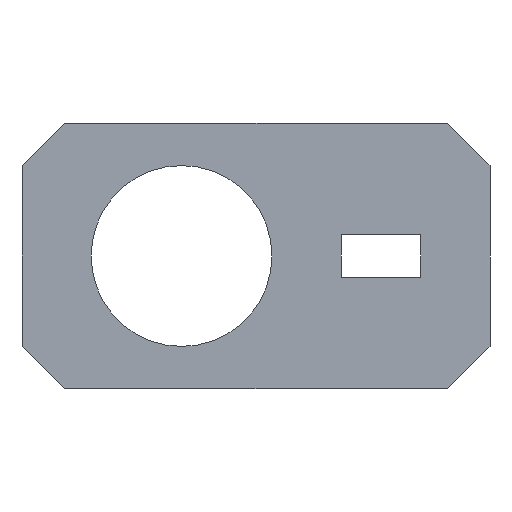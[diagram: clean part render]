
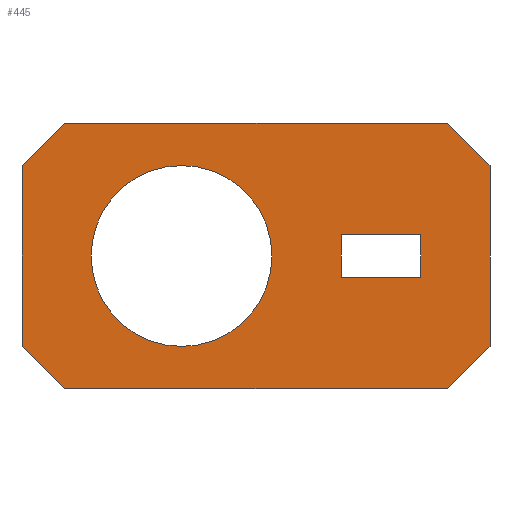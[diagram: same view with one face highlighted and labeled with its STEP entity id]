
A CAD part, front view. The second image highlights one B-rep face of the part: STEP entity #445.
In plain terms, the highlighted planar face has unit normal (0, -1, 0).
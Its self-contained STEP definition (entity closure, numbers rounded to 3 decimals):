
#6 = ORIENTED_EDGE ( 'NONE', *, *, #476, .T. ) ;
#10 = VERTEX_POINT ( 'NONE', #566 ) ;
#13 = VECTOR ( 'NONE', #417, 1000. ) ;
#14 = ORIENTED_EDGE ( 'NONE', *, *, #286, .T. ) ;
#24 = LINE ( 'NONE', #423, #183 ) ;
#30 = DIRECTION ( 'NONE',  ( -1., 0., 0. ) ) ;
#36 = DIRECTION ( 'NONE',  ( 0., 0., 1. ) ) ;
#49 = DIRECTION ( 'NONE',  ( 0., 1., 0. ) ) ;
#54 = ORIENTED_EDGE ( 'NONE', *, *, #89, .T. ) ;
#55 = DIRECTION ( 'NONE',  ( 0., 0., 1. ) ) ;
#56 = DIRECTION ( 'NONE',  ( 0., 0., 1. ) ) ;
#58 = ORIENTED_EDGE ( 'NONE', *, *, #204, .T. ) ;
#60 = DIRECTION ( 'NONE',  ( 1., 0., 0. ) ) ;
#64 = CARTESIAN_POINT ( 'NONE',  ( 44., 0., 0. ) ) ;
#77 = EDGE_CURVE ( 'NONE', #231, #424, #175, .T. ) ;
#79 = VECTOR ( 'NONE', #30, 1000. ) ;
#80 = ORIENTED_EDGE ( 'NONE', *, *, #552, .T. ) ;
#83 = EDGE_CURVE ( 'NONE', #410, #500, #437, .T. ) ;
#84 = EDGE_LOOP ( 'NONE', ( #87, #14, #361, #6, #229, #80, #295, #58 ) ) ;
#87 = ORIENTED_EDGE ( 'NONE', *, *, #244, .F. ) ;
#89 = EDGE_CURVE ( 'NONE', #548, #327, #475, .T. ) ;
#93 = VECTOR ( 'NONE', #55, 1000. ) ;
#97 = ORIENTED_EDGE ( 'NONE', *, *, #562, .T. ) ;
#99 = CARTESIAN_POINT ( 'NONE',  ( 0., 0., 0. ) ) ;
#107 = CARTESIAN_POINT ( 'NONE',  ( 30., 0., -10.5 ) ) ;
#109 = EDGE_CURVE ( 'NONE', #327, #486, #428, .T. ) ;
#113 = ORIENTED_EDGE ( 'NONE', *, *, #220, .T. ) ;
#141 = VECTOR ( 'NONE', #287, 1000. ) ;
#148 = EDGE_LOOP ( 'NONE', ( #467, #97, #356, #54 ) ) ;
#166 = CARTESIAN_POINT ( 'NONE',  ( 4., 0., 0. ) ) ;
#168 = AXIS2_PLACEMENT_3D ( 'NONE', #348, #300, #36 ) ;
#175 = CIRCLE ( 'NONE', #168, 8.5 ) ;
#181 = VERTEX_POINT ( 'NONE', #272 ) ;
#183 = VECTOR ( 'NONE', #242, 1000. ) ;
#184 = VECTOR ( 'NONE', #247, 1000. ) ;
#191 = LINE ( 'NONE', #360, #13 ) ;
#193 = DIRECTION ( 'NONE',  ( 0.707, 0., -0.707 ) ) ;
#198 = CARTESIAN_POINT ( 'NONE',  ( 4., 0., -25. ) ) ;
#204 = EDGE_CURVE ( 'NONE', #490, #374, #24, .T. ) ;
#206 = CARTESIAN_POINT ( 'NONE',  ( 15., 0., -4. ) ) ;
#210 = CARTESIAN_POINT ( 'NONE',  ( 40., 0., -25. ) ) ;
#217 = VECTOR ( 'NONE', #241, 1000. ) ;
#219 = DIRECTION ( 'NONE',  ( -1., 0., 0. ) ) ;
#220 = EDGE_CURVE ( 'NONE', #424, #231, #505, .T. ) ;
#229 = ORIENTED_EDGE ( 'NONE', *, *, #83, .F. ) ;
#230 = VECTOR ( 'NONE', #289, 1000. ) ;
#231 = VERTEX_POINT ( 'NONE', #206 ) ;
#235 = CARTESIAN_POINT ( 'NONE',  ( 30., 0., -10.5 ) ) ;
#239 = LINE ( 'NONE', #463, #141 ) ;
#241 = DIRECTION ( 'NONE',  ( 0.707, 0., 0.707 ) ) ;
#242 = DIRECTION ( 'NONE',  ( -0.707, 0., 0.707 ) ) ;
#244 = EDGE_CURVE ( 'NONE', #414, #374, #239, .T. ) ;
#247 = DIRECTION ( 'NONE',  ( 0., 0., -1. ) ) ;
#257 = DIRECTION ( 'NONE',  ( 0., 0., -1. ) ) ;
#272 = CARTESIAN_POINT ( 'NONE',  ( 44., 0., -21. ) ) ;
#275 = EDGE_CURVE ( 'NONE', #497, #548, #404, .T. ) ;
#286 = EDGE_CURVE ( 'NONE', #414, #535, #191, .T. ) ;
#287 = DIRECTION ( 'NONE',  ( 1., 0., 0. ) ) ;
#289 = DIRECTION ( 'NONE',  ( 0., 0., 1. ) ) ;
#291 = CARTESIAN_POINT ( 'NONE',  ( 37.5, 0., -14.5 ) ) ;
#295 = ORIENTED_EDGE ( 'NONE', *, *, #353, .F. ) ;
#297 = CARTESIAN_POINT ( 'NONE',  ( 40., 0., 0. ) ) ;
#298 = VECTOR ( 'NONE', #60, 1000. ) ;
#300 = DIRECTION ( 'NONE',  ( 0., 1., 0. ) ) ;
#306 = VECTOR ( 'NONE', #257, 1000. ) ;
#317 = AXIS2_PLACEMENT_3D ( 'NONE', #547, #49, #56 ) ;
#320 = CARTESIAN_POINT ( 'NONE',  ( 30., 0., -10.5 ) ) ;
#327 = VERTEX_POINT ( 'NONE', #291 ) ;
#332 = LINE ( 'NONE', #64, #184 ) ;
#338 = DIRECTION ( 'NONE',  ( 0., 0., -1. ) ) ;
#348 = CARTESIAN_POINT ( 'NONE',  ( 15., 0., -12.5 ) ) ;
#353 = EDGE_CURVE ( 'NONE', #490, #181, #332, .T. ) ;
#356 = ORIENTED_EDGE ( 'NONE', *, *, #275, .T. ) ;
#358 = ORIENTED_EDGE ( 'NONE', *, *, #77, .T. ) ;
#360 = CARTESIAN_POINT ( 'NONE',  ( 2., 0., -2. ) ) ;
#361 = ORIENTED_EDGE ( 'NONE', *, *, #450, .F. ) ;
#362 = CARTESIAN_POINT ( 'NONE',  ( 0., 0., 0. ) ) ;
#374 = VERTEX_POINT ( 'NONE', #297 ) ;
#376 = LINE ( 'NONE', #99, #93 ) ;
#384 = EDGE_LOOP ( 'NONE', ( #113, #358 ) ) ;
#385 = VECTOR ( 'NONE', #219, 1000. ) ;
#386 = FACE_BOUND ( 'NONE', #384, .T. ) ;
#387 = VECTOR ( 'NONE', #193, 1000. ) ;
#404 = LINE ( 'NONE', #235, #298 ) ;
#410 = VERTEX_POINT ( 'NONE', #210 ) ;
#414 = VERTEX_POINT ( 'NONE', #166 ) ;
#417 = DIRECTION ( 'NONE',  ( -0.707, 0., -0.707 ) ) ;
#420 = CARTESIAN_POINT ( 'NONE',  ( 44., 0., -4. ) ) ;
#423 = CARTESIAN_POINT ( 'NONE',  ( 20., 0., 20. ) ) ;
#424 = VERTEX_POINT ( 'NONE', #466 ) ;
#425 = PLANE ( 'NONE',  #506 ) ;
#428 = LINE ( 'NONE', #572, #79 ) ;
#437 = LINE ( 'NONE', #517, #385 ) ;
#445 = ADVANCED_FACE ( 'NONE', ( #522, #386, #459 ), #425, .T. ) ;
#450 = EDGE_CURVE ( 'NONE', #10, #535, #376, .T. ) ;
#451 = LINE ( 'NONE', #556, #387 ) ;
#459 = FACE_BOUND ( 'NONE', #148, .T. ) ;
#463 = CARTESIAN_POINT ( 'NONE',  ( 0., 0., 0. ) ) ;
#465 = CARTESIAN_POINT ( 'NONE',  ( 32.5, 0., -32.5 ) ) ;
#466 = CARTESIAN_POINT ( 'NONE',  ( 15., 0., -21. ) ) ;
#467 = ORIENTED_EDGE ( 'NONE', *, *, #109, .T. ) ;
#475 = LINE ( 'NONE', #483, #306 ) ;
#476 = EDGE_CURVE ( 'NONE', #10, #500, #451, .T. ) ;
#483 = CARTESIAN_POINT ( 'NONE',  ( 37.5, 0., -10.5 ) ) ;
#486 = VERTEX_POINT ( 'NONE', #514 ) ;
#490 = VERTEX_POINT ( 'NONE', #420 ) ;
#497 = VERTEX_POINT ( 'NONE', #320 ) ;
#498 = DIRECTION ( 'NONE',  ( 0., -1., 0. ) ) ;
#500 = VERTEX_POINT ( 'NONE', #198 ) ;
#501 = LINE ( 'NONE', #465, #217 ) ;
#505 = CIRCLE ( 'NONE', #317, 8.5 ) ;
#506 = AXIS2_PLACEMENT_3D ( 'NONE', #362, #498, #338 ) ;
#507 = LINE ( 'NONE', #107, #230 ) ;
#510 = CARTESIAN_POINT ( 'NONE',  ( 0., 0., -4. ) ) ;
#514 = CARTESIAN_POINT ( 'NONE',  ( 30., 0., -14.5 ) ) ;
#517 = CARTESIAN_POINT ( 'NONE',  ( 0., 0., -25. ) ) ;
#522 = FACE_OUTER_BOUND ( 'NONE', #84, .T. ) ;
#535 = VERTEX_POINT ( 'NONE', #510 ) ;
#547 = CARTESIAN_POINT ( 'NONE',  ( 15., 0., -12.5 ) ) ;
#548 = VERTEX_POINT ( 'NONE', #560 ) ;
#552 = EDGE_CURVE ( 'NONE', #410, #181, #501, .T. ) ;
#556 = CARTESIAN_POINT ( 'NONE',  ( -10.5, 0., -10.5 ) ) ;
#560 = CARTESIAN_POINT ( 'NONE',  ( 37.5, 0., -10.5 ) ) ;
#562 = EDGE_CURVE ( 'NONE', #486, #497, #507, .T. ) ;
#566 = CARTESIAN_POINT ( 'NONE',  ( 0., 0., -21. ) ) ;
#572 = CARTESIAN_POINT ( 'NONE',  ( 30., 0., -14.5 ) ) ;
